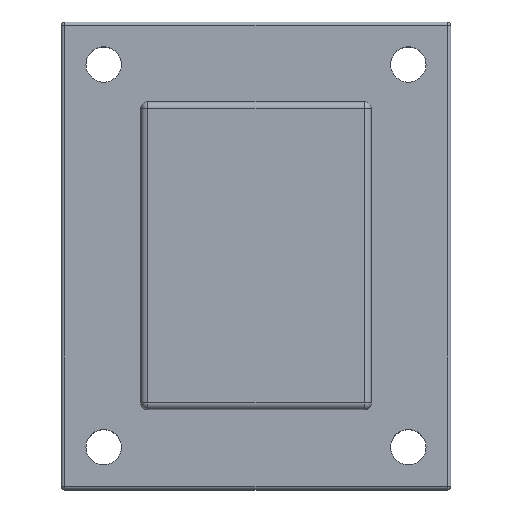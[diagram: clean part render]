
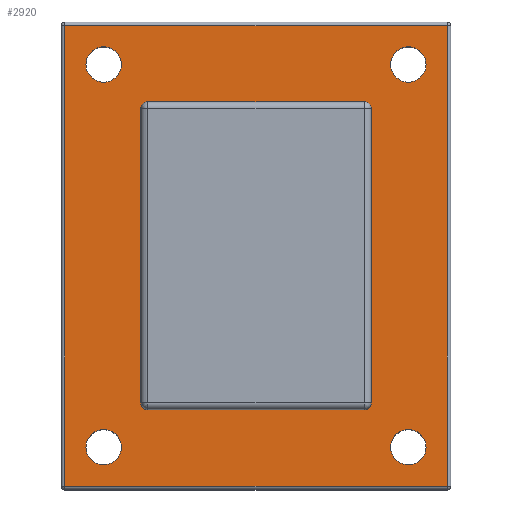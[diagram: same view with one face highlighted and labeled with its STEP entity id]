
A CAD part, top view. The second image highlights one B-rep face of the part: STEP entity #2920.
In plain terms, the highlighted planar face has unit normal (0, 0, 1).
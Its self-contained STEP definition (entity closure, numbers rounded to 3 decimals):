
#1981 = VERTEX_POINT('',#1982);
#1982 = CARTESIAN_POINT('',(8.5,6.,36.7));
#1988 = EDGE_CURVE('',#1981,#1981,#1989,.T.);
#1989 = CIRCLE('',#1990,2.5);
#1990 = AXIS2_PLACEMENT_3D('',#1991,#1992,#1993);
#1991 = CARTESIAN_POINT('',(6.,6.,36.7));
#1992 = DIRECTION('',(0.,0.,1.));
#1993 = DIRECTION('',(1.,0.,0.));
#2006 = VERTEX_POINT('',#2007);
#2007 = CARTESIAN_POINT('',(51.5,6.,36.7));
#2013 = EDGE_CURVE('',#2006,#2006,#2014,.T.);
#2014 = CIRCLE('',#2015,2.5);
#2015 = AXIS2_PLACEMENT_3D('',#2016,#2017,#2018);
#2016 = CARTESIAN_POINT('',(49.,6.,36.7));
#2017 = DIRECTION('',(0.,0.,1.));
#2018 = DIRECTION('',(1.,0.,0.));
#2131 = VERTEX_POINT('',#2132);
#2132 = CARTESIAN_POINT('',(51.5,60.,36.7));
#2138 = EDGE_CURVE('',#2131,#2131,#2139,.T.);
#2139 = CIRCLE('',#2140,2.5);
#2140 = AXIS2_PLACEMENT_3D('',#2141,#2142,#2143);
#2141 = CARTESIAN_POINT('',(49.,60.,36.7));
#2142 = DIRECTION('',(0.,0.,1.));
#2143 = DIRECTION('',(1.,0.,0.));
#2156 = VERTEX_POINT('',#2157);
#2157 = CARTESIAN_POINT('',(8.5,60.,36.7));
#2163 = EDGE_CURVE('',#2156,#2156,#2164,.T.);
#2164 = CIRCLE('',#2165,2.5);
#2165 = AXIS2_PLACEMENT_3D('',#2166,#2167,#2168);
#2166 = CARTESIAN_POINT('',(6.,60.,36.7));
#2167 = DIRECTION('',(0.,0.,1.));
#2168 = DIRECTION('',(1.,0.,0.));
#2542 = VERTEX_POINT('',#2543);
#2543 = CARTESIAN_POINT('',(0.5,0.5,36.7));
#2550 = EDGE_CURVE('',#2542,#2551,#2553,.T.);
#2551 = VERTEX_POINT('',#2552);
#2552 = CARTESIAN_POINT('',(0.5,65.5,36.7));
#2553 = LINE('',#2554,#2555);
#2554 = CARTESIAN_POINT('',(0.5,0.,36.7));
#2555 = VECTOR('',#2556,1.);
#2556 = DIRECTION('',(0.,1.,0.));
#2920 = ADVANCED_FACE('',(#2921,#2946,#2949,#2952,#2955,#3025),#3028,.T.
  );
#2921 = FACE_BOUND('',#2922,.T.);
#2922 = EDGE_LOOP('',(#2923,#2924,#2932,#2940));
#2923 = ORIENTED_EDGE('',*,*,#2550,.F.);
#2924 = ORIENTED_EDGE('',*,*,#2925,.T.);
#2925 = EDGE_CURVE('',#2542,#2926,#2928,.T.);
#2926 = VERTEX_POINT('',#2927);
#2927 = CARTESIAN_POINT('',(54.5,0.5,36.7));
#2928 = LINE('',#2929,#2930);
#2929 = CARTESIAN_POINT('',(0.,0.5,36.7));
#2930 = VECTOR('',#2931,1.);
#2931 = DIRECTION('',(1.,0.,0.));
#2932 = ORIENTED_EDGE('',*,*,#2933,.T.);
#2933 = EDGE_CURVE('',#2926,#2934,#2936,.T.);
#2934 = VERTEX_POINT('',#2935);
#2935 = CARTESIAN_POINT('',(54.5,65.5,36.7));
#2936 = LINE('',#2937,#2938);
#2937 = CARTESIAN_POINT('',(54.5,0.,36.7));
#2938 = VECTOR('',#2939,1.);
#2939 = DIRECTION('',(0.,1.,0.));
#2940 = ORIENTED_EDGE('',*,*,#2941,.F.);
#2941 = EDGE_CURVE('',#2551,#2934,#2942,.T.);
#2942 = LINE('',#2943,#2944);
#2943 = CARTESIAN_POINT('',(0.,65.5,36.7));
#2944 = VECTOR('',#2945,1.);
#2945 = DIRECTION('',(1.,0.,0.));
#2946 = FACE_BOUND('',#2947,.T.);
#2947 = EDGE_LOOP('',(#2948));
#2948 = ORIENTED_EDGE('',*,*,#2013,.F.);
#2949 = FACE_BOUND('',#2950,.T.);
#2950 = EDGE_LOOP('',(#2951));
#2951 = ORIENTED_EDGE('',*,*,#1988,.F.);
#2952 = FACE_BOUND('',#2953,.T.);
#2953 = EDGE_LOOP('',(#2954));
#2954 = ORIENTED_EDGE('',*,*,#2163,.F.);
#2955 = FACE_BOUND('',#2956,.T.);
#2956 = EDGE_LOOP('',(#2957,#2968,#2976,#2985,#2993,#3002,#3010,#3019));
#2957 = ORIENTED_EDGE('',*,*,#2958,.F.);
#2958 = EDGE_CURVE('',#2959,#2961,#2963,.T.);
#2959 = VERTEX_POINT('',#2960);
#2960 = CARTESIAN_POINT('',(11.25,12.25,36.7));
#2961 = VERTEX_POINT('',#2962);
#2962 = CARTESIAN_POINT('',(12.25,11.25,36.7));
#2963 = CIRCLE('',#2964,1.);
#2964 = AXIS2_PLACEMENT_3D('',#2965,#2966,#2967);
#2965 = CARTESIAN_POINT('',(12.25,12.25,36.7));
#2966 = DIRECTION('',(0.,0.,1.));
#2967 = DIRECTION('',(0.,-1.,0.));
#2968 = ORIENTED_EDGE('',*,*,#2969,.T.);
#2969 = EDGE_CURVE('',#2959,#2970,#2972,.T.);
#2970 = VERTEX_POINT('',#2971);
#2971 = CARTESIAN_POINT('',(11.25,53.75,36.7));
#2972 = LINE('',#2973,#2974);
#2973 = CARTESIAN_POINT('',(11.25,11.25,36.7));
#2974 = VECTOR('',#2975,1.);
#2975 = DIRECTION('',(0.,1.,0.));
#2976 = ORIENTED_EDGE('',*,*,#2977,.T.);
#2977 = EDGE_CURVE('',#2970,#2978,#2980,.T.);
#2978 = VERTEX_POINT('',#2979);
#2979 = CARTESIAN_POINT('',(12.25,54.75,36.7));
#2980 = CIRCLE('',#2981,1.);
#2981 = AXIS2_PLACEMENT_3D('',#2982,#2983,#2984);
#2982 = CARTESIAN_POINT('',(12.25,53.75,36.7));
#2983 = DIRECTION('',(0.,0.,-1.));
#2984 = DIRECTION('',(0.,-1.,0.));
#2985 = ORIENTED_EDGE('',*,*,#2986,.T.);
#2986 = EDGE_CURVE('',#2978,#2987,#2989,.T.);
#2987 = VERTEX_POINT('',#2988);
#2988 = CARTESIAN_POINT('',(42.75,54.75,36.7));
#2989 = LINE('',#2990,#2991);
#2990 = CARTESIAN_POINT('',(11.25,54.75,36.7));
#2991 = VECTOR('',#2992,1.);
#2992 = DIRECTION('',(1.,0.,0.));
#2993 = ORIENTED_EDGE('',*,*,#2994,.F.);
#2994 = EDGE_CURVE('',#2995,#2987,#2997,.T.);
#2995 = VERTEX_POINT('',#2996);
#2996 = CARTESIAN_POINT('',(43.75,53.75,36.7));
#2997 = CIRCLE('',#2998,1.);
#2998 = AXIS2_PLACEMENT_3D('',#2999,#3000,#3001);
#2999 = CARTESIAN_POINT('',(42.75,53.75,36.7));
#3000 = DIRECTION('',(0.,0.,1.));
#3001 = DIRECTION('',(0.,-1.,0.));
#3002 = ORIENTED_EDGE('',*,*,#3003,.F.);
#3003 = EDGE_CURVE('',#3004,#2995,#3006,.T.);
#3004 = VERTEX_POINT('',#3005);
#3005 = CARTESIAN_POINT('',(43.75,12.25,36.7));
#3006 = LINE('',#3007,#3008);
#3007 = CARTESIAN_POINT('',(43.75,11.25,36.7));
#3008 = VECTOR('',#3009,1.);
#3009 = DIRECTION('',(0.,1.,0.));
#3010 = ORIENTED_EDGE('',*,*,#3011,.T.);
#3011 = EDGE_CURVE('',#3004,#3012,#3014,.T.);
#3012 = VERTEX_POINT('',#3013);
#3013 = CARTESIAN_POINT('',(42.75,11.25,36.7));
#3014 = CIRCLE('',#3015,1.);
#3015 = AXIS2_PLACEMENT_3D('',#3016,#3017,#3018);
#3016 = CARTESIAN_POINT('',(42.75,12.25,36.7));
#3017 = DIRECTION('',(0.,0.,-1.));
#3018 = DIRECTION('',(0.,-1.,0.));
#3019 = ORIENTED_EDGE('',*,*,#3020,.F.);
#3020 = EDGE_CURVE('',#2961,#3012,#3021,.T.);
#3021 = LINE('',#3022,#3023);
#3022 = CARTESIAN_POINT('',(11.25,11.25,36.7));
#3023 = VECTOR('',#3024,1.);
#3024 = DIRECTION('',(1.,0.,0.));
#3025 = FACE_BOUND('',#3026,.T.);
#3026 = EDGE_LOOP('',(#3027));
#3027 = ORIENTED_EDGE('',*,*,#2138,.F.);
#3028 = PLANE('',#3029);
#3029 = AXIS2_PLACEMENT_3D('',#3030,#3031,#3032);
#3030 = CARTESIAN_POINT('',(0.,0.,36.7));
#3031 = DIRECTION('',(0.,0.,1.));
#3032 = DIRECTION('',(1.,0.,0.));
